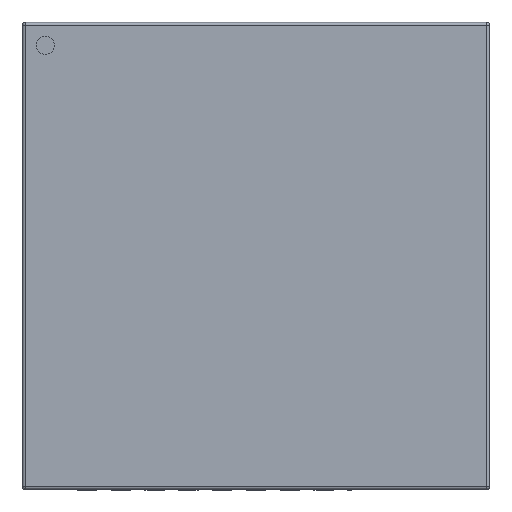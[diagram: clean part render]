
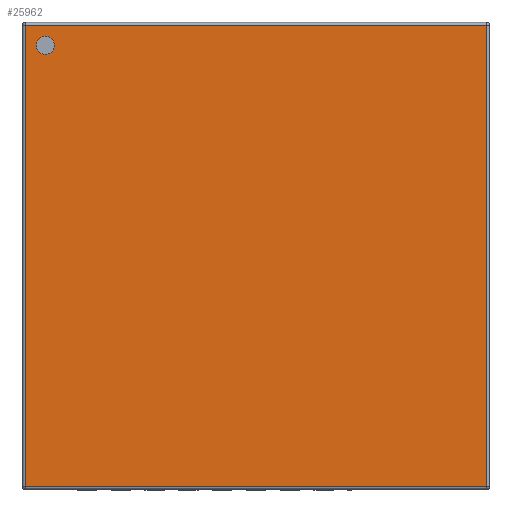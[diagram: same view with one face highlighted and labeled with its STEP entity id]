
A CAD part, top view. The second image highlights one B-rep face of the part: STEP entity #25962.
In plain terms, the highlighted planar face has unit normal (0, 0, 1).
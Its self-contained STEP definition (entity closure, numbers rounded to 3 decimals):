
#6845 = CYLINDRICAL_SURFACE('',#6846,0.05);
#6846 = AXIS2_PLACEMENT_3D('',#6847,#6848,#6849);
#6847 = CARTESIAN_POINT('',(-4.44,-4.44,0.83));
#6848 = DIRECTION('',(0.,1.,0.));
#6849 = DIRECTION('',(-1.,0.,0.));
#22148 = VERTEX_POINT('',#22149);
#22149 = CARTESIAN_POINT('',(-4.44,-4.44,0.88));
#22169 = EDGE_CURVE('',#22148,#22170,#22172,.T.);
#22170 = VERTEX_POINT('',#22171);
#22171 = CARTESIAN_POINT('',(-4.44,4.44,0.88));
#22172 = SURFACE_CURVE('',#22173,(#22177,#22184),.PCURVE_S1.);
#22173 = LINE('',#22174,#22175);
#22174 = CARTESIAN_POINT('',(-4.44,-4.44,0.88));
#22175 = VECTOR('',#22176,1.);
#22176 = DIRECTION('',(0.,1.,0.));
#22177 = PCURVE('',#6845,#22178);
#22178 = DEFINITIONAL_REPRESENTATION('',(#22179),#22183);
#22179 = LINE('',#22180,#22181);
#22180 = CARTESIAN_POINT('',(1.571,0.));
#22181 = VECTOR('',#22182,1.);
#22182 = DIRECTION('',(0.,1.));
#22183 = ( GEOMETRIC_REPRESENTATION_CONTEXT(2) 
PARAMETRIC_REPRESENTATION_CONTEXT() REPRESENTATION_CONTEXT('2D SPACE',''
  ) );
#22184 = PCURVE('',#22185,#22190);
#22185 = PLANE('',#22186);
#22186 = AXIS2_PLACEMENT_3D('',#22187,#22188,#22189);
#22187 = CARTESIAN_POINT('',(-4.49,-4.49,0.88));
#22188 = DIRECTION('',(0.,0.,1.));
#22189 = DIRECTION('',(1.,0.,0.));
#22190 = DEFINITIONAL_REPRESENTATION('',(#22191),#22195);
#22191 = LINE('',#22192,#22193);
#22192 = CARTESIAN_POINT('',(0.05,0.05));
#22193 = VECTOR('',#22194,1.);
#22194 = DIRECTION('',(0.,1.));
#22195 = ( GEOMETRIC_REPRESENTATION_CONTEXT(2) 
PARAMETRIC_REPRESENTATION_CONTEXT() REPRESENTATION_CONTEXT('2D SPACE',''
  ) );
#22621 = CYLINDRICAL_SURFACE('',#22622,0.05);
#22622 = AXIS2_PLACEMENT_3D('',#22623,#22624,#22625);
#22623 = CARTESIAN_POINT('',(-4.49,-4.44,0.83));
#22624 = DIRECTION('',(1.,0.,0.));
#22625 = DIRECTION('',(0.,-1.,0.));
#23916 = CYLINDRICAL_SURFACE('',#23917,0.05);
#23917 = AXIS2_PLACEMENT_3D('',#23918,#23919,#23920);
#23918 = CARTESIAN_POINT('',(-4.49,4.44,0.83));
#23919 = DIRECTION('',(1.,0.,0.));
#23920 = DIRECTION('',(0.,1.,0.));
#24610 = CYLINDRICAL_SURFACE('',#24611,0.05);
#24611 = AXIS2_PLACEMENT_3D('',#24612,#24613,#24614);
#24612 = CARTESIAN_POINT('',(4.44,-4.44,0.83));
#24613 = DIRECTION('',(0.,1.,0.));
#24614 = DIRECTION('',(0.,0.,1.));
#25962 = ADVANCED_FACE('',(#25963,#26033),#22185,.T.);
#25963 = FACE_BOUND('',#25964,.T.);
#25964 = EDGE_LOOP('',(#25965,#25988,#26011,#26032));
#25965 = ORIENTED_EDGE('',*,*,#25966,.T.);
#25966 = EDGE_CURVE('',#22148,#25967,#25969,.T.);
#25967 = VERTEX_POINT('',#25968);
#25968 = CARTESIAN_POINT('',(4.44,-4.44,0.88));
#25969 = SURFACE_CURVE('',#25970,(#25974,#25981),.PCURVE_S1.);
#25970 = LINE('',#25971,#25972);
#25971 = CARTESIAN_POINT('',(-4.49,-4.44,0.88));
#25972 = VECTOR('',#25973,1.);
#25973 = DIRECTION('',(1.,0.,0.));
#25974 = PCURVE('',#22185,#25975);
#25975 = DEFINITIONAL_REPRESENTATION('',(#25976),#25980);
#25976 = LINE('',#25977,#25978);
#25977 = CARTESIAN_POINT('',(0.,0.05));
#25978 = VECTOR('',#25979,1.);
#25979 = DIRECTION('',(1.,0.));
#25980 = ( GEOMETRIC_REPRESENTATION_CONTEXT(2) 
PARAMETRIC_REPRESENTATION_CONTEXT() REPRESENTATION_CONTEXT('2D SPACE',''
  ) );
#25981 = PCURVE('',#22621,#25982);
#25982 = DEFINITIONAL_REPRESENTATION('',(#25983),#25987);
#25983 = LINE('',#25984,#25985);
#25984 = CARTESIAN_POINT('',(-1.571,0.));
#25985 = VECTOR('',#25986,1.);
#25986 = DIRECTION('',(-0.,1.));
#25987 = ( GEOMETRIC_REPRESENTATION_CONTEXT(2) 
PARAMETRIC_REPRESENTATION_CONTEXT() REPRESENTATION_CONTEXT('2D SPACE',''
  ) );
#25988 = ORIENTED_EDGE('',*,*,#25989,.T.);
#25989 = EDGE_CURVE('',#25967,#25990,#25992,.T.);
#25990 = VERTEX_POINT('',#25991);
#25991 = CARTESIAN_POINT('',(4.44,4.44,0.88));
#25992 = SURFACE_CURVE('',#25993,(#25997,#26004),.PCURVE_S1.);
#25993 = LINE('',#25994,#25995);
#25994 = CARTESIAN_POINT('',(4.44,-4.44,0.88));
#25995 = VECTOR('',#25996,1.);
#25996 = DIRECTION('',(0.,1.,0.));
#25997 = PCURVE('',#22185,#25998);
#25998 = DEFINITIONAL_REPRESENTATION('',(#25999),#26003);
#25999 = LINE('',#26000,#26001);
#26000 = CARTESIAN_POINT('',(8.93,0.05));
#26001 = VECTOR('',#26002,1.);
#26002 = DIRECTION('',(0.,1.));
#26003 = ( GEOMETRIC_REPRESENTATION_CONTEXT(2) 
PARAMETRIC_REPRESENTATION_CONTEXT() REPRESENTATION_CONTEXT('2D SPACE',''
  ) );
#26004 = PCURVE('',#24610,#26005);
#26005 = DEFINITIONAL_REPRESENTATION('',(#26006),#26010);
#26006 = LINE('',#26007,#26008);
#26007 = CARTESIAN_POINT('',(0.,0.));
#26008 = VECTOR('',#26009,1.);
#26009 = DIRECTION('',(0.,1.));
#26010 = ( GEOMETRIC_REPRESENTATION_CONTEXT(2) 
PARAMETRIC_REPRESENTATION_CONTEXT() REPRESENTATION_CONTEXT('2D SPACE',''
  ) );
#26011 = ORIENTED_EDGE('',*,*,#26012,.F.);
#26012 = EDGE_CURVE('',#22170,#25990,#26013,.T.);
#26013 = SURFACE_CURVE('',#26014,(#26018,#26025),.PCURVE_S1.);
#26014 = LINE('',#26015,#26016);
#26015 = CARTESIAN_POINT('',(-4.49,4.44,0.88));
#26016 = VECTOR('',#26017,1.);
#26017 = DIRECTION('',(1.,0.,0.));
#26018 = PCURVE('',#22185,#26019);
#26019 = DEFINITIONAL_REPRESENTATION('',(#26020),#26024);
#26020 = LINE('',#26021,#26022);
#26021 = CARTESIAN_POINT('',(0.,8.93));
#26022 = VECTOR('',#26023,1.);
#26023 = DIRECTION('',(1.,0.));
#26024 = ( GEOMETRIC_REPRESENTATION_CONTEXT(2) 
PARAMETRIC_REPRESENTATION_CONTEXT() REPRESENTATION_CONTEXT('2D SPACE',''
  ) );
#26025 = PCURVE('',#23916,#26026);
#26026 = DEFINITIONAL_REPRESENTATION('',(#26027),#26031);
#26027 = LINE('',#26028,#26029);
#26028 = CARTESIAN_POINT('',(1.571,0.));
#26029 = VECTOR('',#26030,1.);
#26030 = DIRECTION('',(0.,1.));
#26031 = ( GEOMETRIC_REPRESENTATION_CONTEXT(2) 
PARAMETRIC_REPRESENTATION_CONTEXT() REPRESENTATION_CONTEXT('2D SPACE',''
  ) );
#26032 = ORIENTED_EDGE('',*,*,#22169,.F.);
#26033 = FACE_BOUND('',#26034,.T.);
#26034 = EDGE_LOOP('',(#26035));
#26035 = ORIENTED_EDGE('',*,*,#26036,.F.);
#26036 = EDGE_CURVE('',#26037,#26037,#26039,.T.);
#26037 = VERTEX_POINT('',#26038);
#26038 = CARTESIAN_POINT('',(-3.875,-4.05,0.88));
#26039 = SURFACE_CURVE('',#26040,(#26045,#26052),.PCURVE_S1.);
#26040 = CIRCLE('',#26041,0.175);
#26041 = AXIS2_PLACEMENT_3D('',#26042,#26043,#26044);
#26042 = CARTESIAN_POINT('',(-4.05,-4.05,0.88));
#26043 = DIRECTION('',(0.,0.,1.));
#26044 = DIRECTION('',(1.,0.,0.));
#26045 = PCURVE('',#22185,#26046);
#26046 = DEFINITIONAL_REPRESENTATION('',(#26047),#26051);
#26047 = CIRCLE('',#26048,0.175);
#26048 = AXIS2_PLACEMENT_2D('',#26049,#26050);
#26049 = CARTESIAN_POINT('',(0.44,0.44));
#26050 = DIRECTION('',(1.,0.));
#26051 = ( GEOMETRIC_REPRESENTATION_CONTEXT(2) 
PARAMETRIC_REPRESENTATION_CONTEXT() REPRESENTATION_CONTEXT('2D SPACE',''
  ) );
#26052 = PCURVE('',#26053,#26058);
#26053 = CYLINDRICAL_SURFACE('',#26054,0.175);
#26054 = AXIS2_PLACEMENT_3D('',#26055,#26056,#26057);
#26055 = CARTESIAN_POINT('',(-4.05,-4.05,0.88));
#26056 = DIRECTION('',(-0.,-0.,-1.));
#26057 = DIRECTION('',(1.,0.,0.));
#26058 = DEFINITIONAL_REPRESENTATION('',(#26059),#26063);
#26059 = LINE('',#26060,#26061);
#26060 = CARTESIAN_POINT('',(-0.,0.));
#26061 = VECTOR('',#26062,1.);
#26062 = DIRECTION('',(-1.,0.));
#26063 = ( GEOMETRIC_REPRESENTATION_CONTEXT(2) 
PARAMETRIC_REPRESENTATION_CONTEXT() REPRESENTATION_CONTEXT('2D SPACE',''
  ) );
